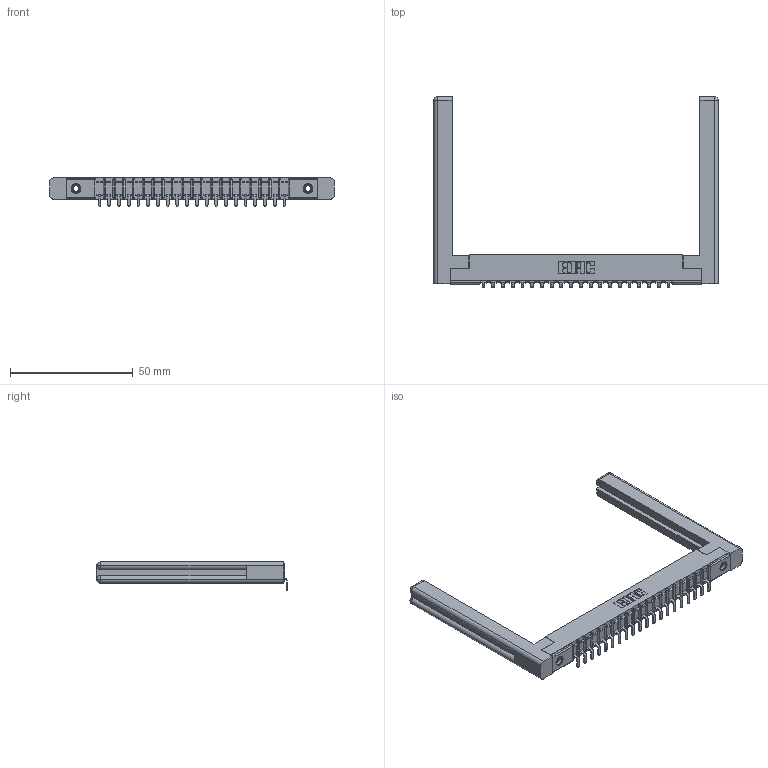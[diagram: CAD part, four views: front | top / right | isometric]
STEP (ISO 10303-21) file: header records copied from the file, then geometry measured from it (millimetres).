
FILE_DESCRIPTION (( 'STEP AP203' ), '1' );
FILE_NAME ('357-020-453-158.STEP', '2020-10-01T04:44:24', ( '' ), ( '' ), 'SwSTEP 2.0', 'SolidWorks 2020', '' );
FILE_SCHEMA (( 'CONFIG_CONTROL_DESIGN' ));
Length unit declared in the file: inch
Products named in the file (5): 357-020-453-158; 307-220-058; 307-290-002_553; 307 Part_.156 Dia Mounting Holes; 345-250-001_345-250-001-102
Assembly tree (25 placements, depth 2):
  357-020-453-158
    307 Part_.156 Dia Mounting Holes
    307-290-002_553  x20
    307-220-058  x2
    345-250-001_345-250-001-102  x2
Bounding box: 115.87 x 77.64 x 11.51 mm (x, y, z)
Volume: 15327 mm3; surface area: 18830.9 mm2
Topology: 25 solids, 25 shells, 1841 faces, 5557 edges, 3634 vertices
Faces by surface type: plane 1094, cylinder 681, sphere 42, torus 12, cone 12
Entity records: 23345 total; most frequent: CARTESIAN_POINT 3943, ORIENTED_EDGE 3872, DIRECTION 3802, EDGE_CURVE 1936, LINE 1468, VECTOR 1468, VERTEX_POINT 1254, AXIS2_PLACEMENT_3D 1167
